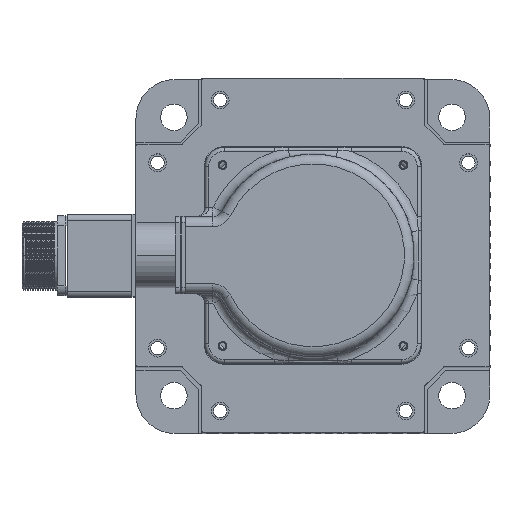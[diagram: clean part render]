
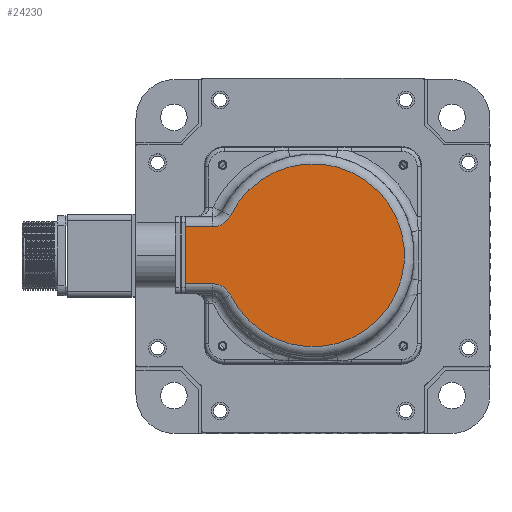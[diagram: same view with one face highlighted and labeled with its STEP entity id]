
A CAD part, top view. The second image highlights one B-rep face of the part: STEP entity #24230.
In plain terms, the highlighted planar face has unit normal (0, 0, 1).
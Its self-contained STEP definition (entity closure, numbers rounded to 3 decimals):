
#426 = CIRCLE ( 'NONE', #29052, 10. ) ;
#773 = EDGE_CURVE ( 'NONE', #17847, #18713, #5911, .T. ) ;
#924 = VECTOR ( 'NONE', #21954, 1000. ) ;
#956 = VECTOR ( 'NONE', #22063, 1000. ) ;
#5691 = EDGE_LOOP ( 'NONE', ( #25997, #28223, #23575, #21645, #7669, #24697 ) ) ;
#5754 = CARTESIAN_POINT ( 'NONE',  ( -50.912, -14.5, 444. ) ) ;
#5911 = CIRCLE ( 'NONE', #11097, 46.5 ) ;
#6105 = LINE ( 'NONE', #12605, #11152 ) ;
#7669 = ORIENTED_EDGE ( 'NONE', *, *, #29004, .F. ) ;
#7735 = DIRECTION ( 'NONE',  ( 0., 0., 1. ) ) ;
#9692 = CARTESIAN_POINT ( 'NONE',  ( -65., 14.5, 444. ) ) ;
#9898 = CIRCLE ( 'NONE', #10544, 10. ) ;
#10544 = AXIS2_PLACEMENT_3D ( 'NONE', #18598, #31113, #15924 ) ;
#11097 = AXIS2_PLACEMENT_3D ( 'NONE', #17798, #7735, #12513 ) ;
#11152 = VECTOR ( 'NONE', #12706, 1000. ) ;
#12513 = DIRECTION ( 'NONE',  ( -1., 0., 0. ) ) ;
#12605 = CARTESIAN_POINT ( 'NONE',  ( 0., 14.5, 444. ) ) ;
#12706 = DIRECTION ( 'NONE',  ( -1., 0., 0. ) ) ;
#13428 = CARTESIAN_POINT ( 'NONE',  ( 0., 0., 444. ) ) ;
#13635 = VERTEX_POINT ( 'NONE', #30877 ) ;
#15891 = DIRECTION ( 'NONE',  ( -1., 0., 0. ) ) ;
#15924 = DIRECTION ( 'NONE',  ( -1., 0., 0. ) ) ;
#16108 = LINE ( 'NONE', #19443, #956 ) ;
#16215 = EDGE_CURVE ( 'NONE', #30671, #31331, #6105, .T. ) ;
#16340 = PLANE ( 'NONE',  #25801 ) ;
#17798 = CARTESIAN_POINT ( 'NONE',  ( 0., 0., 444. ) ) ;
#17847 = VERTEX_POINT ( 'NONE', #31423 ) ;
#18584 = DIRECTION ( 'NONE',  ( 0., 0., 1. ) ) ;
#18598 = CARTESIAN_POINT ( 'NONE',  ( -50.912, -24.5, 444. ) ) ;
#18713 = VERTEX_POINT ( 'NONE', #31462 ) ;
#18804 = DIRECTION ( 'NONE',  ( -1., 0., 0. ) ) ;
#19443 = CARTESIAN_POINT ( 'NONE',  ( -65., 0., 444. ) ) ;
#21645 = ORIENTED_EDGE ( 'NONE', *, *, #25738, .T. ) ;
#21954 = DIRECTION ( 'NONE',  ( 1., 0., 0. ) ) ;
#22063 = DIRECTION ( 'NONE',  ( 0., 1., 0. ) ) ;
#23575 = ORIENTED_EDGE ( 'NONE', *, *, #24602, .F. ) ;
#24230 = ADVANCED_FACE ( 'NONE', ( #31277 ), #16340, .T. ) ;
#24602 = EDGE_CURVE ( 'NONE', #13635, #31331, #16108, .T. ) ;
#24697 = ORIENTED_EDGE ( 'NONE', *, *, #773, .T. ) ;
#25407 = CARTESIAN_POINT ( 'NONE',  ( -50.912, 14.5, 444. ) ) ;
#25738 = EDGE_CURVE ( 'NONE', #13635, #31452, #26885, .T. ) ;
#25801 = AXIS2_PLACEMENT_3D ( 'NONE', #13428, #18584, #18804 ) ;
#25997 = ORIENTED_EDGE ( 'NONE', *, *, #30751, .F. ) ;
#26711 = CARTESIAN_POINT ( 'NONE',  ( -47.666, -14.5, 444. ) ) ;
#26885 = LINE ( 'NONE', #26711, #924 ) ;
#28223 = ORIENTED_EDGE ( 'NONE', *, *, #16215, .T. ) ;
#29004 = EDGE_CURVE ( 'NONE', #17847, #31452, #9898, .T. ) ;
#29052 = AXIS2_PLACEMENT_3D ( 'NONE', #30975, #31075, #15891 ) ;
#30671 = VERTEX_POINT ( 'NONE', #25407 ) ;
#30751 = EDGE_CURVE ( 'NONE', #30671, #18713, #426, .T. ) ;
#30877 = CARTESIAN_POINT ( 'NONE',  ( -65., -14.5, 444. ) ) ;
#30975 = CARTESIAN_POINT ( 'NONE',  ( -50.912, 24.5, 444. ) ) ;
#31075 = DIRECTION ( 'NONE',  ( 0., 0., 1. ) ) ;
#31113 = DIRECTION ( 'NONE',  ( 0., 0., 1. ) ) ;
#31277 = FACE_OUTER_BOUND ( 'NONE', #5691, .T. ) ;
#31331 = VERTEX_POINT ( 'NONE', #9692 ) ;
#31423 = CARTESIAN_POINT ( 'NONE',  ( -41.901, -20.164, 444. ) ) ;
#31452 = VERTEX_POINT ( 'NONE', #5754 ) ;
#31462 = CARTESIAN_POINT ( 'NONE',  ( -41.901, 20.164, 444. ) ) ;
